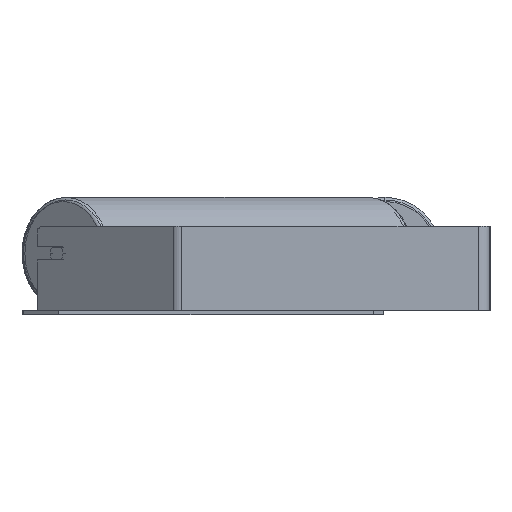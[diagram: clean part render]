
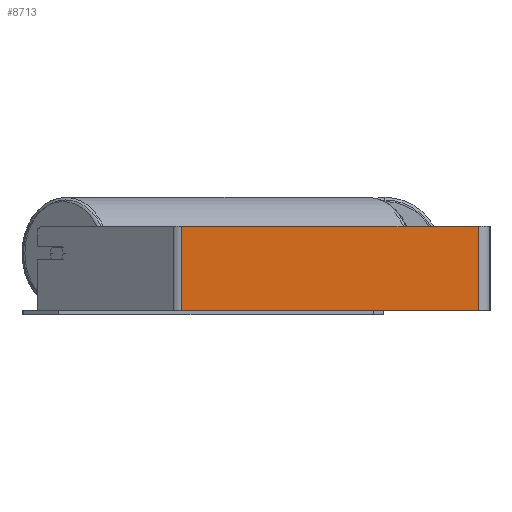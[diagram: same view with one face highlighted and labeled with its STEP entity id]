
A CAD part, left-side view. The second image highlights one B-rep face of the part: STEP entity #8713.
In plain terms, the highlighted planar face has unit normal (-1, 0, 0).
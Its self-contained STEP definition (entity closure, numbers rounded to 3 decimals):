
#297 = CARTESIAN_POINT ( 'NONE',  ( -900., 367.367, -50. ) ) ;
#333 = VECTOR ( 'NONE', #5644, 1000. ) ;
#660 = ORIENTED_EDGE ( 'NONE', *, *, #2708, .F. ) ;
#954 = VECTOR ( 'NONE', #1459, 1000. ) ;
#969 = VECTOR ( 'NONE', #4787, 1000. ) ;
#1062 = DIRECTION ( 'NONE',  ( 0., 0., -1. ) ) ;
#1385 = CARTESIAN_POINT ( 'NONE',  ( -900., 14., 50. ) ) ;
#1459 = DIRECTION ( 'NONE',  ( 0., 0., -1. ) ) ;
#1500 = CARTESIAN_POINT ( 'NONE',  ( -900., 367.367, 50. ) ) ;
#1528 = VERTEX_POINT ( 'NONE', #2037 ) ;
#1797 = EDGE_LOOP ( 'NONE', ( #6258, #660, #9005, #9269 ) ) ;
#2037 = CARTESIAN_POINT ( 'NONE',  ( -900., 14., -50. ) ) ;
#2151 = VECTOR ( 'NONE', #5972, 1000. ) ;
#2412 = EDGE_CURVE ( 'NONE', #2605, #6547, #3061, .T. ) ;
#2605 = VERTEX_POINT ( 'NONE', #1500 ) ;
#2700 = EDGE_CURVE ( 'NONE', #2605, #2971, #3473, .T. ) ;
#2708 = EDGE_CURVE ( 'NONE', #6547, #1528, #2872, .T. ) ;
#2833 = CARTESIAN_POINT ( 'NONE',  ( -900., 367.367, 50. ) ) ;
#2872 = LINE ( 'NONE', #5727, #954 ) ;
#2971 = VERTEX_POINT ( 'NONE', #297 ) ;
#3061 = LINE ( 'NONE', #8166, #2151 ) ;
#3473 = LINE ( 'NONE', #2833, #333 ) ;
#4080 = EDGE_CURVE ( 'NONE', #2971, #1528, #9156, .T. ) ;
#4641 = FACE_OUTER_BOUND ( 'NONE', #1797, .T. ) ;
#4787 = DIRECTION ( 'NONE',  ( 0., -1., 0. ) ) ;
#5644 = DIRECTION ( 'NONE',  ( 0., 0., -1. ) ) ;
#5712 = AXIS2_PLACEMENT_3D ( 'NONE', #6182, #9100, #1062 ) ;
#5727 = CARTESIAN_POINT ( 'NONE',  ( -900., 14., 50. ) ) ;
#5972 = DIRECTION ( 'NONE',  ( 0., -1., 0. ) ) ;
#6182 = CARTESIAN_POINT ( 'NONE',  ( -900., 372.462, 50. ) ) ;
#6258 = ORIENTED_EDGE ( 'NONE', *, *, #4080, .T. ) ;
#6547 = VERTEX_POINT ( 'NONE', #1385 ) ;
#7525 = PLANE ( 'NONE',  #5712 ) ;
#8166 = CARTESIAN_POINT ( 'NONE',  ( -900., 372.462, 50. ) ) ;
#8713 = ADVANCED_FACE ( 'NONE', ( #4641 ), #7525, .F. ) ;
#9005 = ORIENTED_EDGE ( 'NONE', *, *, #2412, .F. ) ;
#9100 = DIRECTION ( 'NONE',  ( 1., 0., 0. ) ) ;
#9103 = CARTESIAN_POINT ( 'NONE',  ( -900., 372.462, -50. ) ) ;
#9156 = LINE ( 'NONE', #9103, #969 ) ;
#9269 = ORIENTED_EDGE ( 'NONE', *, *, #2700, .T. ) ;
